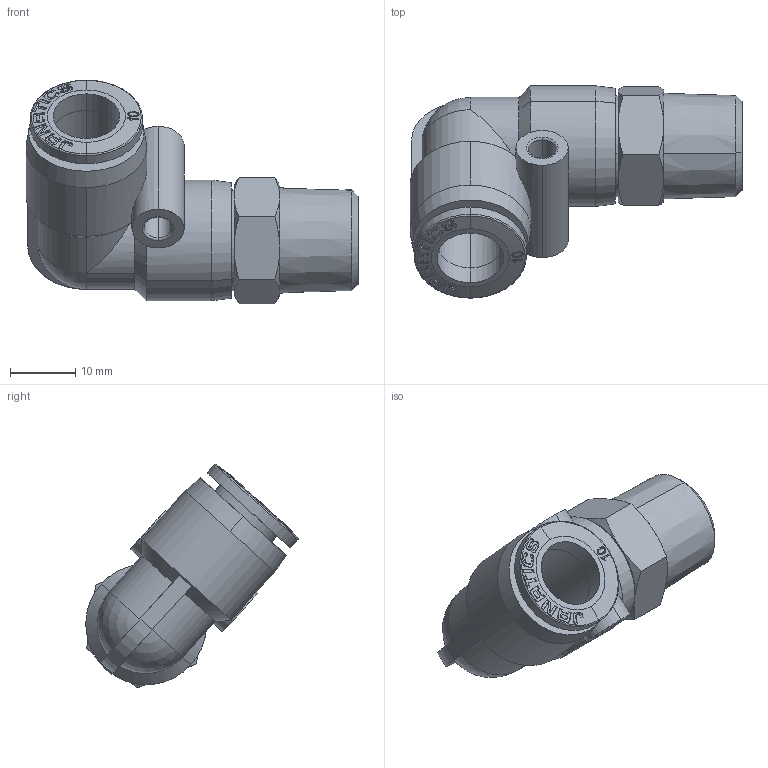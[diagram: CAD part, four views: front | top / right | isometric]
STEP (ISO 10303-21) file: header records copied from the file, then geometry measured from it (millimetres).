
FILE_DESCRIPTION (( 'STEP AP214' ), '1' );
FILE_NAME ('Janatics-Male elbow.STEP', '2019-11-14T09:41:57', ( '' ), ( '' ), 'SwSTEP 2.0', 'SolidWorks 2019', '' );
FILE_SCHEMA (( 'AUTOMOTIVE_DESIGN' ));
Length unit declared in the file: millimetre
Products named in the file (4): Collet cap_DIA 10; Janatics-Male elbow; Male threaded nipple_Dia 10 x 38; elbow_DIA 10
Assembly tree (3 placements, depth 2):
  Janatics-Male elbow
    elbow_DIA 10
    Collet cap_DIA 10
    Male threaded nipple_Dia 10 x 38
Bounding box: 50.9 x 32.58 x 34.29 mm (x, y, z)
Volume: 11288.7 mm3; surface area: 7030 mm2
Topology: 3 solids, 3 shells, 250 faces, 646 edges, 418 vertices
Faces by surface type: plane 110, cylinder 83, cone 35, bspline 12, torus 6, sphere 4
Entity records: 9173 total; most frequent: CARTESIAN_POINT 2947, ORIENTED_EDGE 1284, DIRECTION 1097, EDGE_CURVE 642, VERTEX_POINT 416, AXIS2_PLACEMENT_3D 408, VECTOR 281, LINE 281
